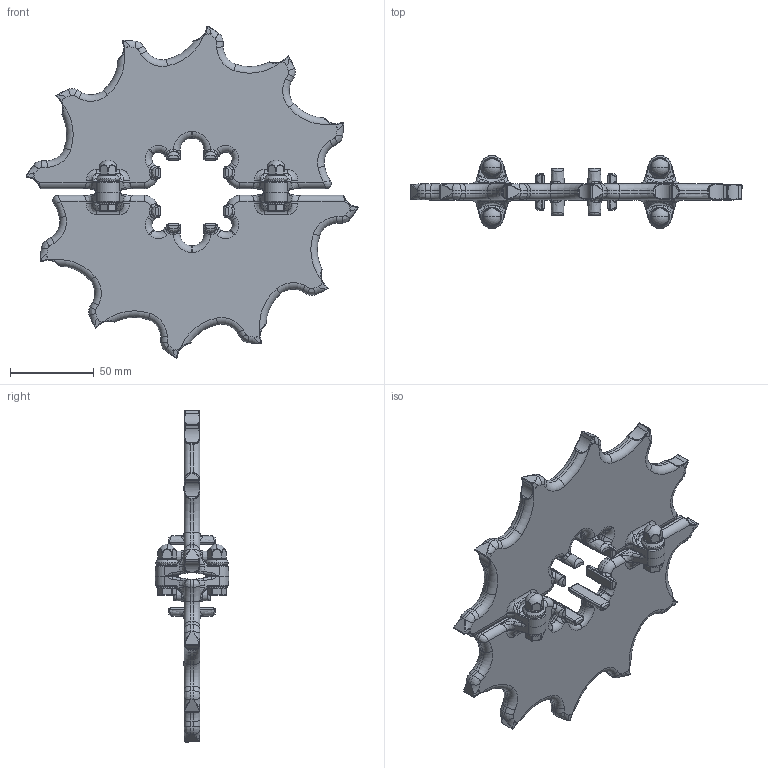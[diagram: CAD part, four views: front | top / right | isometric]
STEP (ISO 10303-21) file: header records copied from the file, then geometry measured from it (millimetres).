
FILE_DESCRIPTION((''),'2;1');
FILE_NAME('UNI_2P-HYG_MPB_Z12_T2_1-5_ASM','2019-02-12T08:38:56',('MTH'),(''),'CREO PARAMETRIC BY PTC INC, 2018420','CREO PARAMETRIC BY PTC INC, 2018420','');
FILE_SCHEMA(('AUTOMOTIVE_DESIGN { 1 0 10303 214 1 1 1 1 }'));
Products named in the file (5): T0501; WASHER; DIN931_M6_A4; DOME_ISO1587_M6; UNI_2P-HYG_MPB_Z12_T2_1-5_ASM
Assembly tree (18 placements, depth 2):
  UNI_2P-HYG_MPB_Z12_T2_1-5_ASM
    T0501  x2
    WASHER  x8
    DIN931_M6_A4  x4
    DOME_ISO1587_M6  x4
Bounding box: 197.69 x 43.55 x 197.69 mm (x, y, z)
Volume: 221431.3 mm3; surface area: 68158.2 mm2
Topology: 18 solids, 22 shells, 2090 faces, 5038 edges, 2982 vertices
Faces by surface type: bspline 832, cylinder 594, plane 264, torus 256, cone 80, sphere 64
Entity records: 66301 total; most frequent: CARTESIAN_POINT 40340, ORIENTED_EDGE 4086, DIRECTION 3556, EDGE_CURVE 2045, PRESENTATION_STYLE_ASSIGNMENT 1861, STYLED_ITEM 1861, CURVE_STYLE 1860, AXIS2_PLACEMENT_3D 1520
